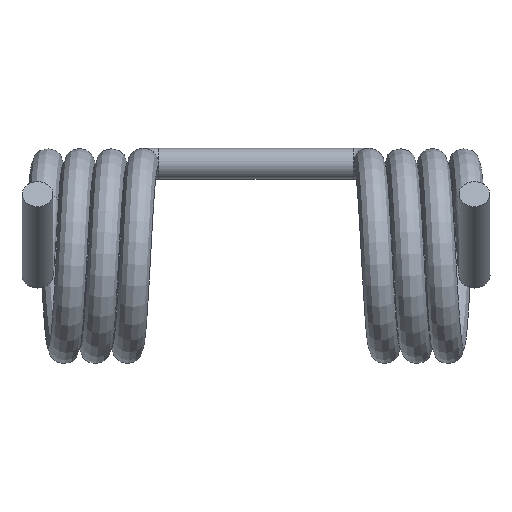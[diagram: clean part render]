
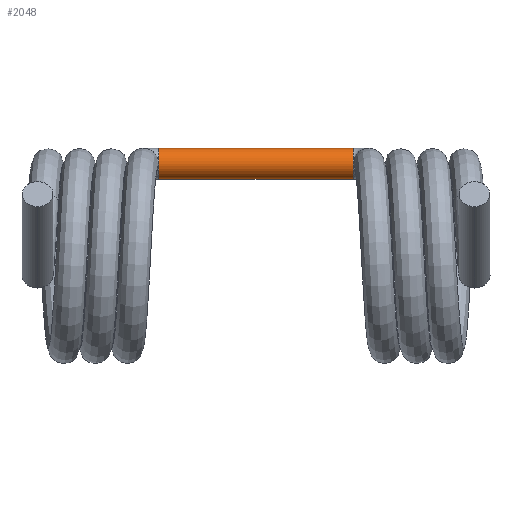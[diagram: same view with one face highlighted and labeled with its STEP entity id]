
A CAD part, front view. The second image highlights one B-rep face of the part: STEP entity #2048.
In plain terms, the highlighted cylindrical face has radius 0.15 mm (diameter 0.3 mm), a partial arc.
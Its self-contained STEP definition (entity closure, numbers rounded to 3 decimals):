
#9 = AXIS2_PLACEMENT_3D ( 'NONE', #2593, #2866, #63 ) ;
#46 = FACE_OUTER_BOUND ( 'NONE', #3578, .T. ) ;
#63 = DIRECTION ( 'NONE',  ( 0., 0., 1. ) ) ;
#330 = LINE ( 'NONE', #1632, #1992 ) ;
#470 = CIRCLE ( 'NONE', #2790, 0.15 ) ;
#585 = EDGE_CURVE ( 'NONE', #2340, #3924, #1123, .T. ) ;
#594 = DIRECTION ( 'NONE',  ( 1., 0., 0. ) ) ;
#626 = VERTEX_POINT ( 'NONE', #1083 ) ;
#631 = DIRECTION ( 'NONE',  ( 1., 0., 0. ) ) ;
#744 = ORIENTED_EDGE ( 'NONE', *, *, #3522, .F. ) ;
#764 = VERTEX_POINT ( 'NONE', #3006 ) ;
#844 = DIRECTION ( 'NONE',  ( 0., 0., -1. ) ) ;
#948 = AXIS2_PLACEMENT_3D ( 'NONE', #2150, #3415, #3123 ) ;
#1043 = CARTESIAN_POINT ( 'NONE',  ( 0.95, 1.401, 1.051 ) ) ;
#1053 = VERTEX_POINT ( 'NONE', #3073 ) ;
#1083 = CARTESIAN_POINT ( 'NONE',  ( -0.95, 1.251, 0.901 ) ) ;
#1123 = LINE ( 'NONE', #1043, #2860 ) ;
#1313 = CYLINDRICAL_SURFACE ( 'NONE', #9, 0.15 ) ;
#1582 = CARTESIAN_POINT ( 'NONE',  ( 0.95, 1.401, 1.051 ) ) ;
#1632 = CARTESIAN_POINT ( 'NONE',  ( 0.95, 1.401, 0.751 ) ) ;
#1880 = CARTESIAN_POINT ( 'NONE',  ( -0.95, 1.401, 0.901 ) ) ;
#1992 = VECTOR ( 'NONE', #2526, 1000. ) ;
#2048 = ADVANCED_FACE ( 'NONE', ( #46 ), #1313, .T. ) ;
#2072 = ORIENTED_EDGE ( 'NONE', *, *, #4073, .T. ) ;
#2150 = CARTESIAN_POINT ( 'NONE',  ( 0.95, 1.401, 0.901 ) ) ;
#2172 = CARTESIAN_POINT ( 'NONE',  ( 0.95, 1.401, 0.751 ) ) ;
#2201 = CIRCLE ( 'NONE', #2592, 0.15 ) ;
#2236 = EDGE_CURVE ( 'NONE', #3924, #626, #2263, .T. ) ;
#2263 = CIRCLE ( 'NONE', #4042, 0.15 ) ;
#2265 = CARTESIAN_POINT ( 'NONE',  ( -0.95, 1.401, 0.901 ) ) ;
#2340 = VERTEX_POINT ( 'NONE', #1582 ) ;
#2368 = DIRECTION ( 'NONE',  ( -1., 0., 0. ) ) ;
#2479 = DIRECTION ( 'NONE',  ( 1., 0., 0. ) ) ;
#2526 = DIRECTION ( 'NONE',  ( -1., 0., 0. ) ) ;
#2592 = AXIS2_PLACEMENT_3D ( 'NONE', #2785, #2479, #3741 ) ;
#2593 = CARTESIAN_POINT ( 'NONE',  ( 0.95, 1.401, 0.901 ) ) ;
#2704 = EDGE_CURVE ( 'NONE', #3338, #764, #330, .T. ) ;
#2710 = ORIENTED_EDGE ( 'NONE', *, *, #585, .T. ) ;
#2785 = CARTESIAN_POINT ( 'NONE',  ( 0.95, 1.401, 0.901 ) ) ;
#2790 = AXIS2_PLACEMENT_3D ( 'NONE', #1880, #594, #844 ) ;
#2838 = ORIENTED_EDGE ( 'NONE', *, *, #2236, .T. ) ;
#2860 = VECTOR ( 'NONE', #2368, 1000. ) ;
#2866 = DIRECTION ( 'NONE',  ( -1., 0., 0. ) ) ;
#3006 = CARTESIAN_POINT ( 'NONE',  ( -0.95, 1.401, 0.751 ) ) ;
#3073 = CARTESIAN_POINT ( 'NONE',  ( 0.95, 1.251, 0.901 ) ) ;
#3123 = DIRECTION ( 'NONE',  ( 0., 0., -1. ) ) ;
#3139 = DIRECTION ( 'NONE',  ( 0., 0., -1. ) ) ;
#3194 = CIRCLE ( 'NONE', #948, 0.15 ) ;
#3338 = VERTEX_POINT ( 'NONE', #2172 ) ;
#3380 = ORIENTED_EDGE ( 'NONE', *, *, #3474, .F. ) ;
#3415 = DIRECTION ( 'NONE',  ( 1., 0., 0. ) ) ;
#3474 = EDGE_CURVE ( 'NONE', #1053, #3338, #3194, .T. ) ;
#3522 = EDGE_CURVE ( 'NONE', #2340, #1053, #2201, .T. ) ;
#3550 = CARTESIAN_POINT ( 'NONE',  ( -0.95, 1.401, 1.051 ) ) ;
#3578 = EDGE_LOOP ( 'NONE', ( #3641, #3380, #744, #2710, #2838, #2072 ) ) ;
#3641 = ORIENTED_EDGE ( 'NONE', *, *, #2704, .F. ) ;
#3741 = DIRECTION ( 'NONE',  ( 0., 0., -1. ) ) ;
#3924 = VERTEX_POINT ( 'NONE', #3550 ) ;
#4042 = AXIS2_PLACEMENT_3D ( 'NONE', #2265, #631, #3139 ) ;
#4073 = EDGE_CURVE ( 'NONE', #626, #764, #470, .T. ) ;
